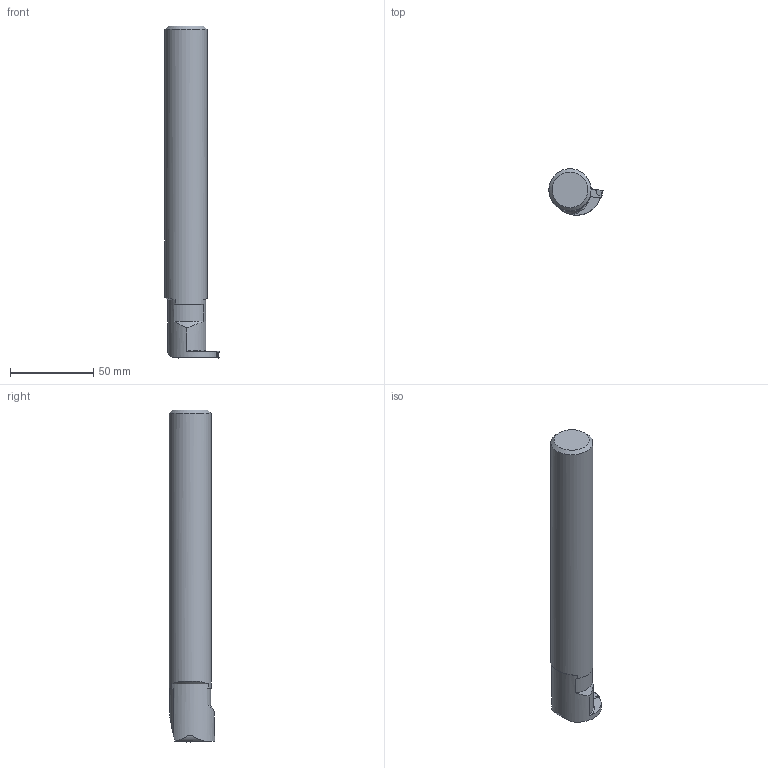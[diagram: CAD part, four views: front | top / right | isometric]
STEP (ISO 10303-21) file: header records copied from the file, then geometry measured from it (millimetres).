
FILE_DESCRIPTION(/* description */ (''),/* implementation_level */ '2;1');
FILE_NAME(/* name */ '1553663911297.stp',/* time_stamp */ '2019-03-27T10:48:59+05:00',/* author */ (''),/* organization */ ('SMS'),/* preprocessor_version */ 'ST-DEVELOPER v15',/* originating_system */ 'SIEMENS PLM Software NX 8.5',/* authorisation */ '');
FILE_SCHEMA (('AUTOMOTIVE_DESIGN { 1 0 10303 214 3 1 1 1 }'));
Length unit declared in the file: millimetre
Products named in the file (4): ASSEMBLY_CONSTRUCTION; 201539468mod000_00; 201701456mod000_00; 201701453mod000_00
Assembly tree (3 placements, depth 2):
  201701453mod000_00
    201701456mod000_00
    201539468mod000_00
    ASSEMBLY_CONSTRUCTION
Bounding box: 32.65 x 27.7 x 200 mm (x, y, z)
Volume: 99414.1 mm3; surface area: 17402.9 mm2
Topology: 2 solids, 2 shells, 67 faces, 191 edges, 133 vertices
Faces by surface type: plane 29, cylinder 21, bspline 9, cone 6, torus 1, sphere 1
Full cylindrical faces by diameter (mm): 25.4 x1
Entity records: 2602 total; most frequent: CARTESIAN_POINT 805, ORIENTED_EDGE 370, DIRECTION 312, EDGE_CURVE 185, VERTEX_POINT 124, AXIS2_PLACEMENT_3D 113, LINE 86, VECTOR 86
